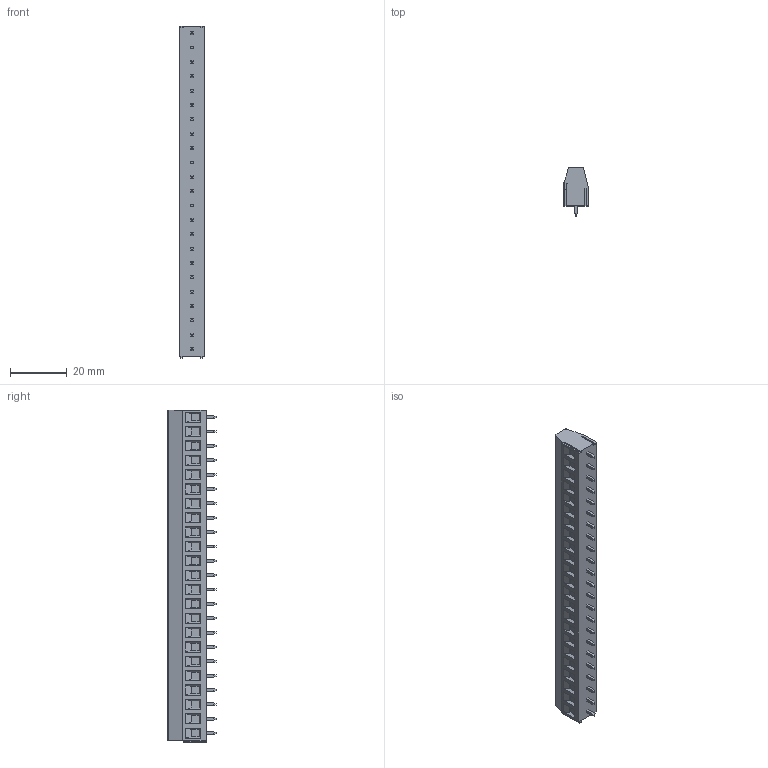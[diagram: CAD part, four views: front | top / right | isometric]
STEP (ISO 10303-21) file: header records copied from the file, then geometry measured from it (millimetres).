
FILE_DESCRIPTION((''),'2;1');
FILE_NAME('PRT0053','2025-01-13T',('yanfa'),(''),'PRO/ENGINEER BY PARAMETRIC TECHNOLOGY CORPORATION, 2009280','PRO/ENGINEER BY PARAMETRIC TECHNOLOGY CORPORATION, 2009280','');
FILE_SCHEMA(('AUTOMOTIVE_DESIGN_CC2 { 1 2 10303 214 -1 1 5 2 }'));
Length unit declared in the file: millimetre
Products named in the file (1): PRT0053
Bounding box: 9 x 17 x 117.44 mm (x, y, z)
Volume: 12088.5 mm3; surface area: 6343.6 mm2
Topology: 1 solids, 1 shells, 886 faces, 2123 edges, 1308 vertices
Faces by surface type: plane 600, cylinder 148, cone 92, torus 46
Entity records: 25487 total; most frequent: CARTESIAN_POINT 4777, DIRECTION 4283, ORIENTED_EDGE 4246, EDGE_CURVE 2123, VECTOR 1551, LINE 1551, AXIS2_PLACEMENT_3D 1366, VERTEX_POINT 1308
